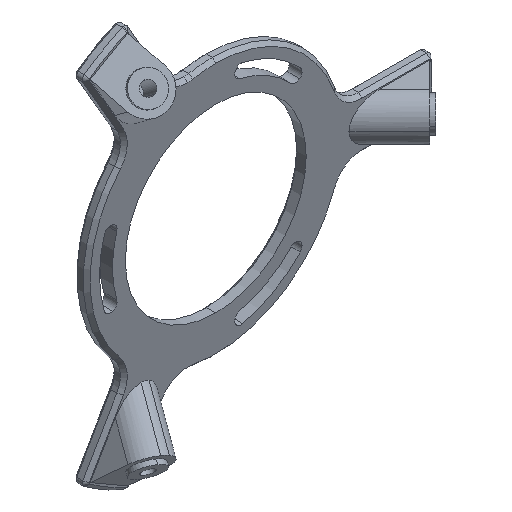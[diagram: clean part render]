
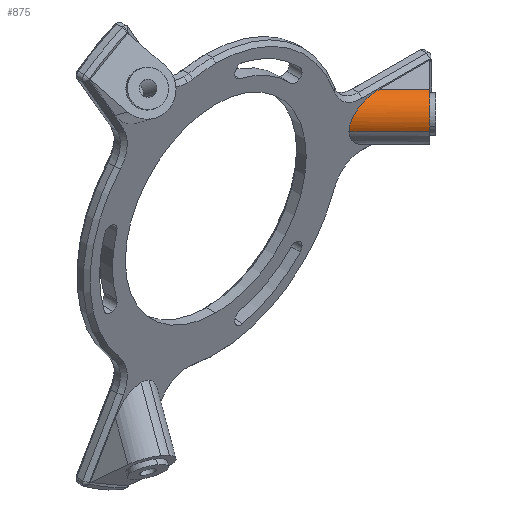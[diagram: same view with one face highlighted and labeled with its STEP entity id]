
A CAD part, isometric view. The second image highlights one B-rep face of the part: STEP entity #875.
In plain terms, the highlighted cylindrical face has radius 5 mm (diameter 10 mm), a partial arc.
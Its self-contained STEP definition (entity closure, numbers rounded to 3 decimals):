
#10 = DIRECTION ( 'NONE',  ( 0.707, -0.707, 0. ) ) ;
#131 = EDGE_CURVE ( 'NONE', #1475, #611, #769, .T. ) ;
#170 = CARTESIAN_POINT ( 'NONE',  ( 38., -3., 5. ) ) ;
#366 = LINE ( 'NONE', #704, #1326 ) ;
#429 = CARTESIAN_POINT ( 'NONE',  ( 30.929, -3., 0. ) ) ;
#469 = ORIENTED_EDGE ( 'NONE', *, *, #4140, .F. ) ;
#558 = VERTEX_POINT ( 'NONE', #170 ) ;
#611 = VERTEX_POINT ( 'NONE', #784 ) ;
#704 = CARTESIAN_POINT ( 'NONE',  ( 17.5, 17.5, 5. ) ) ;
#751 = CARTESIAN_POINT ( 'NONE',  ( 43.841, -8.841, 0. ) ) ;
#769 = LINE ( 'NONE', #429, #3857 ) ;
#776 = CARTESIAN_POINT ( 'NONE',  ( 33.858, -3., 5. ) ) ;
#784 = CARTESIAN_POINT ( 'NONE',  ( 30.929, -3., 0. ) ) ;
#875 = ADVANCED_FACE ( 'NONE', ( #2602 ), #915, .T. ) ;
#915 = CYLINDRICAL_SURFACE ( 'NONE', #4124, 5. ) ;
#955 = AXIS2_PLACEMENT_3D ( 'NONE', #751, #2358, #1366 ) ;
#1306 = CIRCLE ( 'NONE', #955, 5. ) ;
#1326 = VECTOR ( 'NONE', #2945, 1000. ) ;
#1328 = EDGE_CURVE ( 'NONE', #558, #2052, #366, .T. ) ;
#1366 = DIRECTION ( 'NONE',  ( 0.707, 0.707, 0. ) ) ;
#1475 = VERTEX_POINT ( 'NONE', #2700 ) ;
#1884 = DIRECTION ( 'NONE',  ( 0.707, 0.707, 0. ) ) ;
#1941 = CARTESIAN_POINT ( 'NONE',  ( 17.5, 17.5, 0. ) ) ;
#2052 = VERTEX_POINT ( 'NONE', #3134 ) ;
#2315 = EDGE_CURVE ( 'NONE', #2052, #1475, #1306, .T. ) ;
#2358 = DIRECTION ( 'NONE',  ( 0.707, -0.707, 0. ) ) ;
#2395 = ORIENTED_EDGE ( 'NONE', *, *, #2315, .F. ) ;
#2435 = ORIENTED_EDGE ( 'NONE', *, *, #1328, .F. ) ;
#2602 = FACE_OUTER_BOUND ( 'NONE', #2657, .T. ) ;
#2657 = EDGE_LOOP ( 'NONE', ( #2435, #469, #3648, #2395 ) ) ;
#2694 =( BOUNDED_CURVE ( )  B_SPLINE_CURVE ( 3, ( #3477, #4068, #776, #3420 ),
 .UNSPECIFIED., .F., .F. ) 
 B_SPLINE_CURVE_WITH_KNOTS ( ( 4, 4 ),
 ( 3.142, 4.712 ),
 .UNSPECIFIED. ) 
 CURVE ( )  GEOMETRIC_REPRESENTATION_ITEM ( )  RATIONAL_B_SPLINE_CURVE ( ( 1., 0.805, 0.805, 1. ) ) 
 REPRESENTATION_ITEM ( '' )  );
#2700 = CARTESIAN_POINT ( 'NONE',  ( 40.305, -12.376, 0. ) ) ;
#2945 = DIRECTION ( 'NONE',  ( 0.707, -0.707, 0. ) ) ;
#3134 = CARTESIAN_POINT ( 'NONE',  ( 43.841, -8.841, 5. ) ) ;
#3420 = CARTESIAN_POINT ( 'NONE',  ( 38., -3., 5. ) ) ;
#3477 = CARTESIAN_POINT ( 'NONE',  ( 30.929, -3., 0. ) ) ;
#3648 = ORIENTED_EDGE ( 'NONE', *, *, #131, .F. ) ;
#3683 = DIRECTION ( 'NONE',  ( -0.707, 0.707, 0. ) ) ;
#3857 = VECTOR ( 'NONE', #3683, 1000. ) ;
#4068 = CARTESIAN_POINT ( 'NONE',  ( 30.929, -3., 2.929 ) ) ;
#4124 = AXIS2_PLACEMENT_3D ( 'NONE', #1941, #10, #1884 ) ;
#4140 = EDGE_CURVE ( 'NONE', #611, #558, #2694, .T. ) ;
